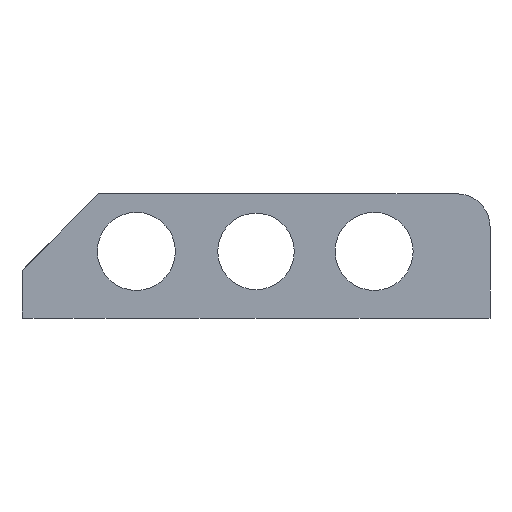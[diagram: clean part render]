
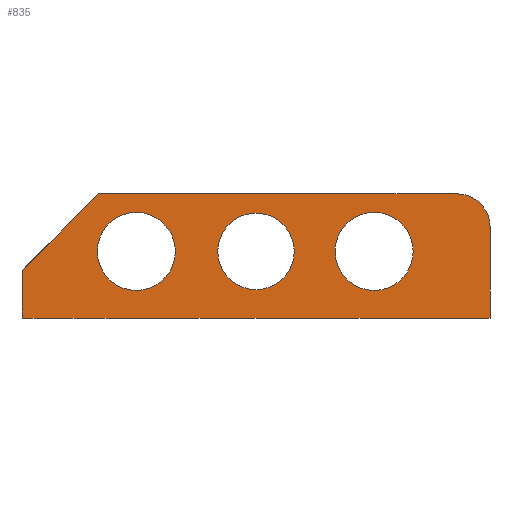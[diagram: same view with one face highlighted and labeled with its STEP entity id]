
A CAD part, top view. The second image highlights one B-rep face of the part: STEP entity #835.
In plain terms, the highlighted planar face has unit normal (0, 0, 1).
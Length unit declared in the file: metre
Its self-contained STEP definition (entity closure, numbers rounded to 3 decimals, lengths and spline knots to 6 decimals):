
#57=LINE('',#1278,#151);
#93=LINE('',#1358,#187);
#100=LINE('',#1372,#194);
#101=LINE('',#1376,#195);
#102=LINE('',#1377,#196);
#151=VECTOR('',#1005,1.);
#187=VECTOR('',#1073,1.);
#194=VECTOR('',#1086,1.);
#195=VECTOR('',#1089,1.);
#196=VECTOR('',#1090,1.);
#334=ORIENTED_EDGE('',*,*,#493,.F.);
#335=ORIENTED_EDGE('',*,*,#543,.F.);
#336=ORIENTED_EDGE('',*,*,#544,.T.);
#337=ORIENTED_EDGE('',*,*,#545,.T.);
#338=ORIENTED_EDGE('',*,*,#535,.F.);
#339=ORIENTED_EDGE('',*,*,#546,.F.);
#340=ORIENTED_EDGE('',*,*,#547,.F.);
#341=ORIENTED_EDGE('',*,*,#548,.F.);
#342=ORIENTED_EDGE('',*,*,#549,.F.);
#493=EDGE_CURVE('',#605,#606,#57,.T.);
#535=EDGE_CURVE('',#633,#634,#93,.T.);
#543=EDGE_CURVE('',#638,#605,#100,.T.);
#544=EDGE_CURVE('',#638,#639,#664,.T.);
#545=EDGE_CURVE('',#639,#634,#101,.T.);
#546=EDGE_CURVE('',#606,#633,#102,.T.);
#547=EDGE_CURVE('',#640,#640,#665,.T.);
#548=EDGE_CURVE('',#641,#641,#666,.T.);
#549=EDGE_CURVE('',#642,#642,#667,.T.);
#605=VERTEX_POINT('',#1277);
#606=VERTEX_POINT('',#1279);
#633=VERTEX_POINT('',#1357);
#634=VERTEX_POINT('',#1359);
#638=VERTEX_POINT('',#1373);
#639=VERTEX_POINT('',#1375);
#640=VERTEX_POINT('',#1379);
#641=VERTEX_POINT('',#1381);
#642=VERTEX_POINT('',#1383);
#664=CIRCLE('',#909,0.007117);
#665=CIRCLE('',#910,0.00845);
#666=CIRCLE('',#911,0.00828);
#667=CIRCLE('',#912,0.00845);
#691=EDGE_LOOP('',(#334,#335,#336,#337,#338,#339));
#692=EDGE_LOOP('',(#340));
#693=EDGE_LOOP('',(#341));
#694=EDGE_LOOP('',(#342));
#746=FACE_BOUND('',#691,.T.);
#747=FACE_BOUND('',#692,.T.);
#748=FACE_BOUND('',#693,.T.);
#749=FACE_BOUND('',#694,.T.);
#797=PLANE('',#908);
#835=ADVANCED_FACE('',(#746,#747,#748,#749),#797,.T.);
#908=AXIS2_PLACEMENT_3D('',#1371,#1084,#1085);
#909=AXIS2_PLACEMENT_3D('',#1374,#1087,#1088);
#910=AXIS2_PLACEMENT_3D('',#1378,#1091,#1092);
#911=AXIS2_PLACEMENT_3D('',#1380,#1093,#1094);
#912=AXIS2_PLACEMENT_3D('',#1382,#1095,#1096);
#1005=DIRECTION('',(-1.,0.,0.));
#1073=DIRECTION('',(0.707,0.707,0.));
#1084=DIRECTION('',(0.,0.,1.));
#1085=DIRECTION('',(1.,0.,0.));
#1086=DIRECTION('',(0.,-1.,0.));
#1087=DIRECTION('',(0.,0.,1.));
#1088=DIRECTION('',(1.,0.,0.));
#1089=DIRECTION('',(-1.,0.,0.));
#1090=DIRECTION('',(0.,1.,0.));
#1091=DIRECTION('',(0.,0.,1.));
#1092=DIRECTION('',(1.,0.,0.));
#1093=DIRECTION('',(0.,0.,1.));
#1094=DIRECTION('',(1.,0.,0.));
#1095=DIRECTION('',(0.,0.,1.));
#1096=DIRECTION('',(1.,0.,0.));
#1277=CARTESIAN_POINT('',(0.050667,0.02245,0.0073));
#1278=CARTESIAN_POINT('',(-0.041835,0.02245,0.0073));
#1279=CARTESIAN_POINT('',(-0.050667,0.02245,0.0073));
#1357=CARTESIAN_POINT('',(-0.050667,0.032833,0.0073));
#1358=CARTESIAN_POINT('',(-0.0424,0.0411,0.0073));
#1359=CARTESIAN_POINT('',(-0.034133,0.049367,0.0073));
#1371=CARTESIAN_POINT('',(0.,0.,0.0073));
#1372=CARTESIAN_POINT('',(0.050667,0.03235,0.0073));
#1373=CARTESIAN_POINT('',(0.050667,0.04225,0.0073));
#1374=CARTESIAN_POINT('',(0.04355,0.04225,0.0073));
#1375=CARTESIAN_POINT('',(0.04355,0.049367,0.0073));
#1376=CARTESIAN_POINT('',(0.004709,0.049367,0.0073));
#1377=CARTESIAN_POINT('',(-0.050667,0.027641,0.0073));
#1378=CARTESIAN_POINT('',(0.02558,0.0369,0.0073));
#1379=CARTESIAN_POINT('',(0.03403,0.0369,0.0073));
#1380=CARTESIAN_POINT('',(0.,0.0369,0.0073));
#1381=CARTESIAN_POINT('',(0.00828,0.0369,0.0073));
#1382=CARTESIAN_POINT('',(-0.02592,0.0369,0.0073));
#1383=CARTESIAN_POINT('',(-0.01747,0.0369,0.0073));
